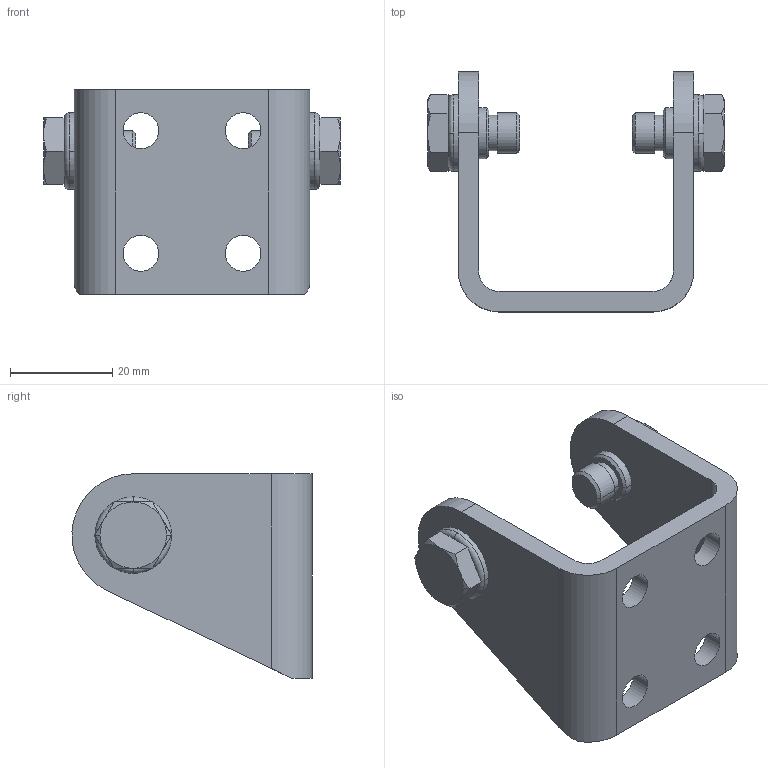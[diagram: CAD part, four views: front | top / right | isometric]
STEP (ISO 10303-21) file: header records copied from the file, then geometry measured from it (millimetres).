
FILE_DESCRIPTION(('STEP AP214'),'1');
FILE_NAME('chape_nf-21032.stp','2017-07-13T06:28:41',('TraceParts'),('TraceParts S.A.'),'Spatial InterOp 3D',' ',' ');
FILE_SCHEMA(('automotive_design'));
Length unit declared in the file: millimetre
Products named in the file (1): chape_nf-21032
Bounding box: 58.1 x 46.98 x 40 mm (x, y, z)
Volume: 18572.3 mm3; surface area: 10414.7 mm2
Topology: 1 solids, 1 shells, 100 faces, 228 edges, 138 vertices
Faces by surface type: plane 42, cylinder 30, cone 24, torus 4
Entity records: 2857 total; most frequent: CARTESIAN_POINT 563, DIRECTION 512, ORIENTED_EDGE 456, EDGE_CURVE 228, AXIS2_PLACEMENT_3D 207, VERTEX_POINT 138, EDGE_LOOP 116, CIRCLE 102
